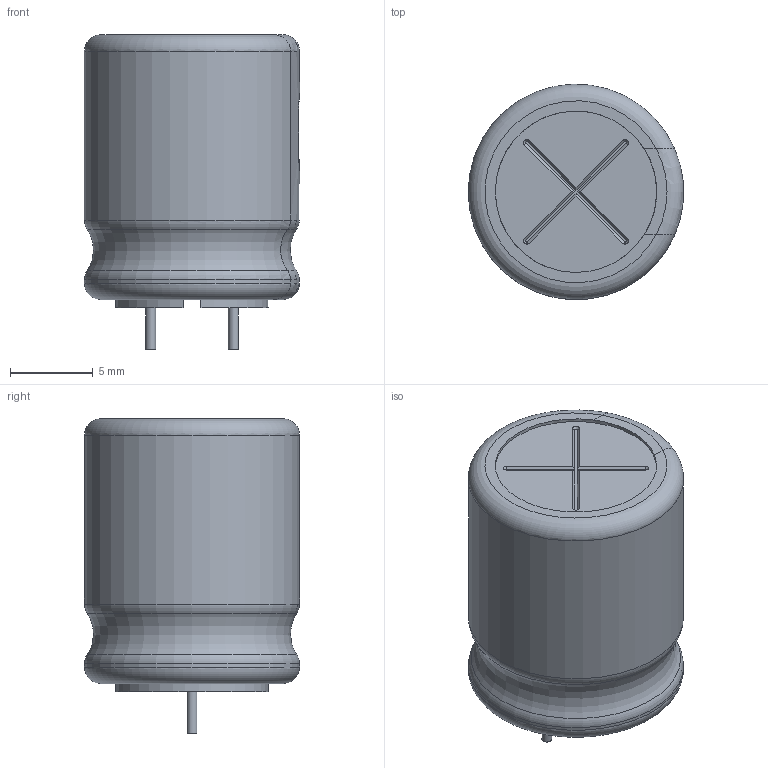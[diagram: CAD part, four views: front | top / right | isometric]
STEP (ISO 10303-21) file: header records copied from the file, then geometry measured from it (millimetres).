
FILE_DESCRIPTION(('STEP AP214'), '1');
FILE_NAME('CAP_RAD', '2019-03-03T15:21:14', ('Nobody'), (''), 'ASCON STEP Converter 1.3', 'ASCON Math Kernel', '');
FILE_SCHEMA(('AUTOMOTIVE_DESIGN { 1 0 10303 214 3 1 1}'));
Length unit declared in the file: millimetre
Bounding box: 13 x 12.99 x 19 mm (x, y, z)
Volume: 2056.5 mm3; surface area: 994.3 mm2
Topology: 3 solids, 3 shells, 57 faces, 131 edges, 85 vertices
Faces by surface type: plane 25, cylinder 18, torus 10, cone 4
Full cylindrical faces by diameter (mm): 0.6 x2, 9.75 x2
Entity records: 2265 total; most frequent: CARTESIAN_POINT 454, DIRECTION 279, ORIENTED_EDGE 254, EDGE_CURVE 127, AXIS2_PLACEMENT_3D 110, VERTEX_POINT 85, EDGE_LOOP 66, COLOUR_RGB 60
